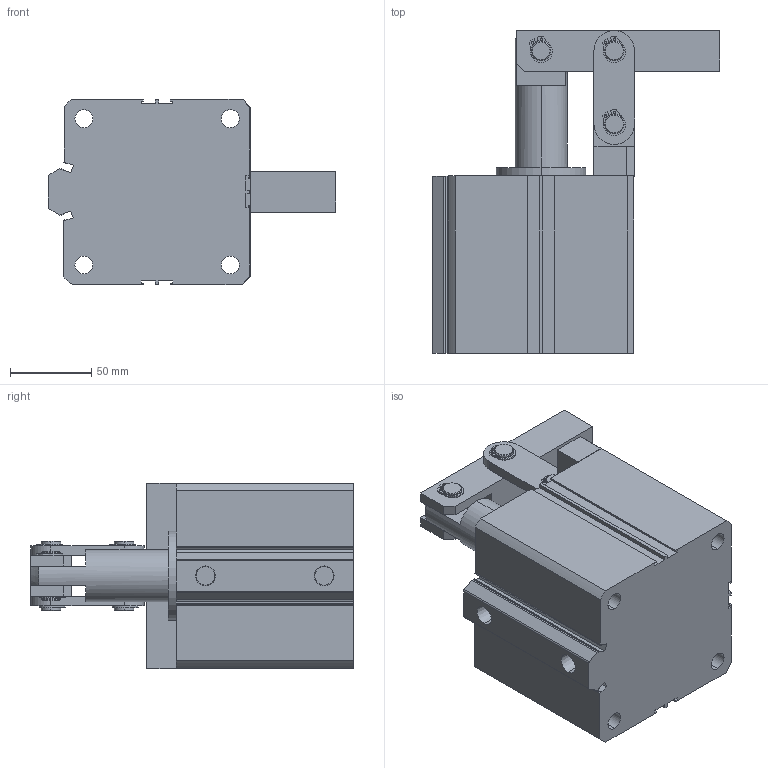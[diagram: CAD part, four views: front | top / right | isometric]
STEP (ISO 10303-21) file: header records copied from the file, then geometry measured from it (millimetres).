
FILE_DESCRIPTION (( 'STEP AP203' ), '1' );
FILE_NAME ('HALC-MS100.STEP', '2023-11-02T06:48:22', ( '微软用户' ), ( '微软中国' ), 'SwSTEP 2.0', 'SolidWorks 2012', '' );
FILE_SCHEMA (( 'CONFIG_CONTROL_DESIGN' ));
Length unit declared in the file: millimetre
Products named in the file (9): HALC-MS100; circlips for shaft--type a large gb_GB_CONNECTING_PIECE_RING_RRA 12; HALC-100盓傅釱; HALC-100揤旋; HALC-100种隊1; HALC-100种隊; HALC-100蟀裝; HALC-100活塞杆; HALC-100掛极
Assembly tree (15 placements, depth 2):
  HALC-MS100
    HALC-100掛极
    HALC-100活塞杆
    HALC-100蟀裝  x2
    HALC-100种隊  x2
    HALC-100种隊1
    HALC-100揤旋
    HALC-100盓傅釱
    circlips for shaft--type a large gb_GB_CONNECTING_PIECE_RING_RRA 12  x6
Bounding box: 177.07 x 198.5 x 114.2 mm (x, y, z)
Volume: 1557739 mm3; surface area: 160042.1 mm2
Topology: 15 solids, 15 shells, 411 faces, 1032 edges, 676 vertices
Faces by surface type: cylinder 190, plane 175, cone 46
Entity records: 9070 total; most frequent: DIRECTION 1439, CARTESIAN_POINT 1377, ORIENTED_EDGE 1302, EDGE_CURVE 651, AXIS2_PLACEMENT_3D 512, VERTEX_POINT 426, LINE 415, VECTOR 415
